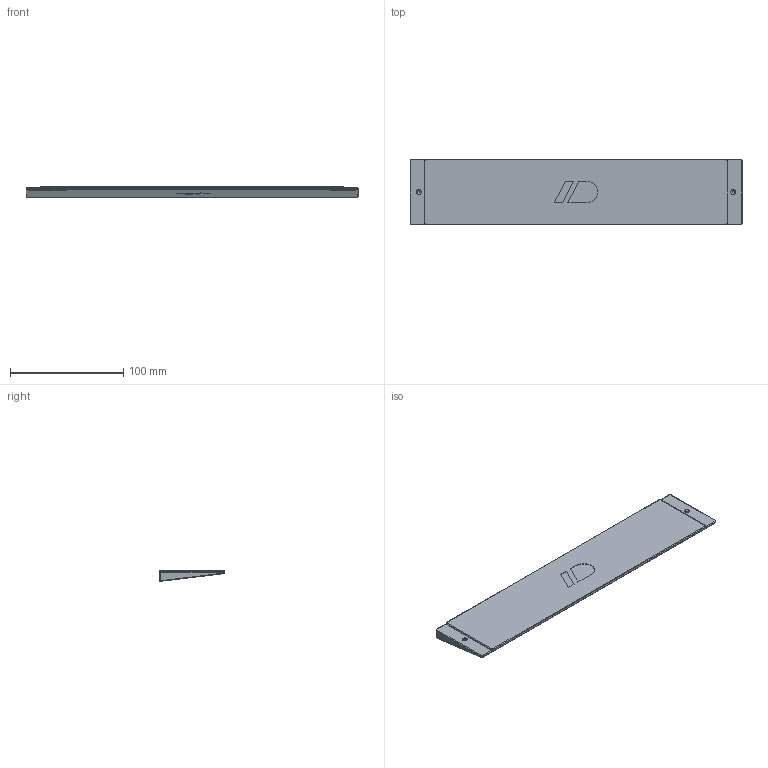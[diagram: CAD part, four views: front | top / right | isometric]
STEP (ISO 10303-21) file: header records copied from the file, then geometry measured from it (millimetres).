
FILE_DESCRIPTION(/* description */ (''),/* implementation_level */ '2;1');
FILE_NAME(/* name */ 'WEIGHT_G2_V2.step',/* time_stamp */ '2020-11-25T08:40:49+00:00',/* author */ (''),/* organization */ (''),/* preprocessor_version */ 'ST-DEVELOPER v18.1',/* originating_system */ 'Autodesk Translation Framework v9.3.0.1241',/* authorisation */ '');
FILE_SCHEMA (('AUTOMOTIVE_DESIGN { 1 0 10303 214 3 1 1 }'));
Length unit declared in the file: millimetre
Products named in the file (1): Weight GT
Bounding box: 292.85 x 58.1 x 9.62 mm (x, y, z)
Volume: 102233.1 mm3; surface area: 38382.5 mm2
Topology: 1 solids, 1 shells, 328 faces, 911 edges, 598 vertices
Faces by surface type: plane 117, cylinder 112, bspline 87, torus 8, cone 4
Full cylindrical faces by diameter (mm): 2.529 x2
Entity records: 10846 total; most frequent: CARTESIAN_POINT 3029, ORIENTED_EDGE 1818, DIRECTION 1457, EDGE_CURVE 909, VERTEX_POINT 598, LINE 505, VECTOR 505, AXIS2_PLACEMENT_3D 476
